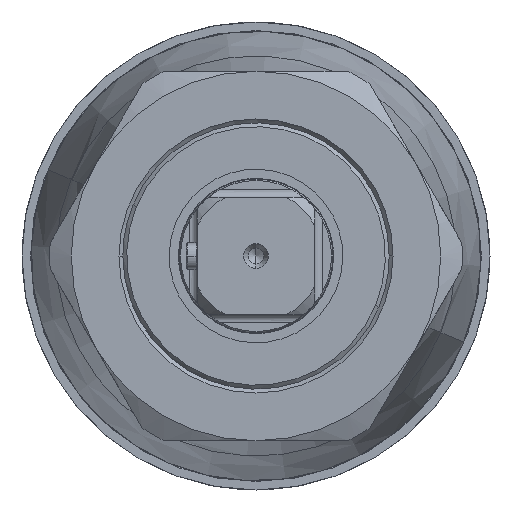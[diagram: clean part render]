
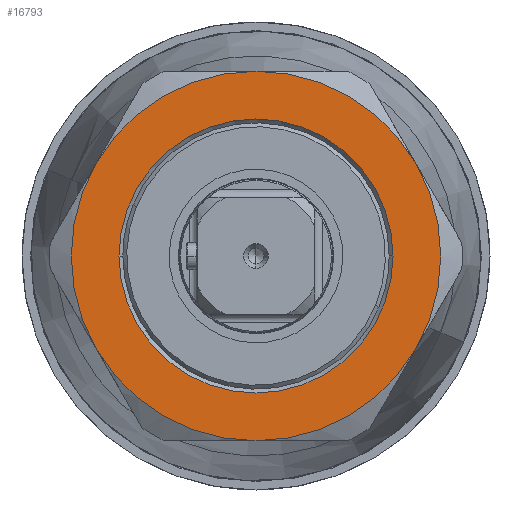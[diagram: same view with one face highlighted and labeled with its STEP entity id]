
A CAD part, left-side view. The second image highlights one B-rep face of the part: STEP entity #16793.
In plain terms, the highlighted planar face has unit normal (-1, 0, 0).
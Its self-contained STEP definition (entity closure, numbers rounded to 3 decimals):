
#2915=CARTESIAN_POINT('',(-186.6,-25.981,
-15.));
#3073=CARTESIAN_POINT('',(-186.6,25.981,15.));
#3204=CARTESIAN_POINT('',(-186.6,0.,0.));
#3205=DIRECTION('',(1.,0.,0.));
#3206=DIRECTION('',(0.,0.,-1.));
#3207=AXIS2_PLACEMENT_3D('',#3204,#3205,#3206);
#3209=CARTESIAN_POINT('',(-186.6,0.,0.));
#3210=DIRECTION('',(1.,0.,0.));
#3211=DIRECTION('',(0.,0.866,-0.5));
#3212=AXIS2_PLACEMENT_3D('',#3209,#3210,#3211);
#3214=CARTESIAN_POINT('',(-186.6,0.,0.));
#3215=DIRECTION('',(1.,0.,0.));
#3216=DIRECTION('',(0.,0.866,0.5));
#3217=AXIS2_PLACEMENT_3D('',#3214,#3215,#3216);
#3219=CARTESIAN_POINT('',(-186.6,0.,0.));
#3220=DIRECTION('',(1.,0.,0.));
#3221=DIRECTION('',(0.,0.,1.));
#3222=AXIS2_PLACEMENT_3D('',#3219,#3220,#3221);
#3224=CARTESIAN_POINT('',(-186.6,0.,0.));
#3225=DIRECTION('',(1.,0.,0.));
#3226=DIRECTION('',(0.,-0.866,0.5));
#3227=AXIS2_PLACEMENT_3D('',#3224,#3225,#3226);
#3229=CARTESIAN_POINT('',(-186.6,0.,0.));
#3230=DIRECTION('',(1.,0.,0.));
#3231=DIRECTION('',(0.,-0.866,-0.5));
#3232=AXIS2_PLACEMENT_3D('',#3229,#3230,#3231);
#3234=CARTESIAN_POINT('',(-186.6,0.,0.));
#3235=DIRECTION('',(1.,0.,0.));
#3236=DIRECTION('',(0.,1.,0.));
#3237=AXIS2_PLACEMENT_3D('',#3234,#3235,#3236);
#3239=CARTESIAN_POINT('',(-186.6,0.,0.));
#3240=DIRECTION('',(1.,0.,0.));
#3241=DIRECTION('',(0.,-1.,0.));
#3242=AXIS2_PLACEMENT_3D('',#3239,#3240,#3241);
#11237=CARTESIAN_POINT('',(-186.6,0.,-30.));
#11238=CARTESIAN_POINT('',(-186.6,25.981,-15.));
#11239=VERTEX_POINT('',#11237);
#11240=VERTEX_POINT('',#11238);
#11241=CARTESIAN_POINT('',(-186.6,0.,30.));
#11242=CARTESIAN_POINT('',(-186.6,-25.981,15.));
#11243=VERTEX_POINT('',#11241);
#11244=VERTEX_POINT('',#11242);
#11249=VERTEX_POINT('',#3073);
#11254=VERTEX_POINT('',#2915);
#11263=CARTESIAN_POINT('',(-186.6,22.25,0.));
#11264=CARTESIAN_POINT('',(-186.6,-22.25,0.));
#11265=VERTEX_POINT('',#11263);
#11266=VERTEX_POINT('',#11264);
#16774=CARTESIAN_POINT('',(-186.6,0.,0.));
#16775=DIRECTION('',(-1.,0.,0.));
#16776=DIRECTION('',(0.,1.,0.));
#16777=AXIS2_PLACEMENT_3D('',#16774,#16775,#16776);
#16778=PLANE('',#16777);
#16779=ORIENTED_EDGE('',*,*,#16530,.T.);
#16780=ORIENTED_EDGE('',*,*,#16612,.T.);
#16781=ORIENTED_EDGE('',*,*,#16676,.T.);
#16782=ORIENTED_EDGE('',*,*,#16742,.T.);
#16783=ORIENTED_EDGE('',*,*,#16419,.T.);
#16784=ORIENTED_EDGE('',*,*,#16484,.T.);
#16785=EDGE_LOOP('',(#16779,#16780,#16781,#16782,#16783,#16784));
#16786=FACE_OUTER_BOUND('',#16785,.F.);
#16788=ORIENTED_EDGE('',*,*,#16787,.F.);
#16790=ORIENTED_EDGE('',*,*,#16789,.F.);
#16791=EDGE_LOOP('',(#16788,#16790));
#16792=FACE_BOUND('',#16791,.F.);
#3208=CIRCLE('',#3207,30.);
#3213=CIRCLE('',#3212,30.);
#3218=CIRCLE('',#3217,30.);
#3223=CIRCLE('',#3222,30.);
#3228=CIRCLE('',#3227,30.);
#3233=CIRCLE('',#3232,30.);
#3238=CIRCLE('',#3237,22.25);
#3243=CIRCLE('',#3242,22.25);
#16419=EDGE_CURVE('',#11244,#11254,#3228,.T.);
#16484=EDGE_CURVE('',#11254,#11239,#3233,.T.);
#16530=EDGE_CURVE('',#11239,#11240,#3208,.T.);
#16612=EDGE_CURVE('',#11240,#11249,#3213,.T.);
#16676=EDGE_CURVE('',#11249,#11243,#3218,.T.);
#16742=EDGE_CURVE('',#11243,#11244,#3223,.T.);
#16787=EDGE_CURVE('',#11265,#11266,#3238,.T.);
#16789=EDGE_CURVE('',#11266,#11265,#3243,.T.);
#16793=ADVANCED_FACE('',(#16786,#16792),#16778,.T.);
